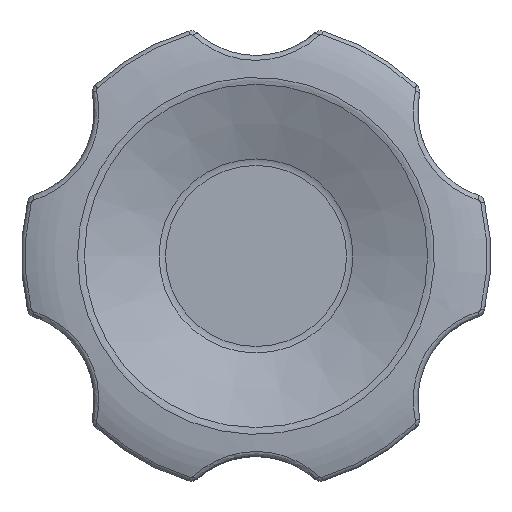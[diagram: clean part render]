
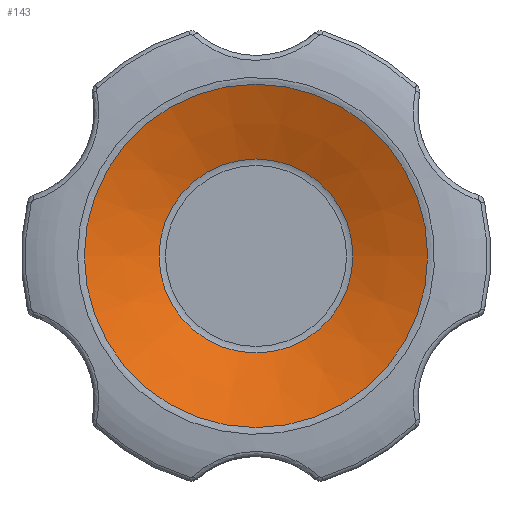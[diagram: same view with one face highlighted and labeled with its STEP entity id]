
A CAD part, top view. The second image highlights one B-rep face of the part: STEP entity #143.
In plain terms, the highlighted conical face has half-angle 68.629 degrees and reference radius 14.9 mm.
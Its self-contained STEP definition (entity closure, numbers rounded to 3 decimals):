
#143 = ADVANCED_FACE( '', ( #361, #362 ), #363, .F. );
#361 = FACE_BOUND( '', #1579, .T. );
#362 = FACE_OUTER_BOUND( '', #1580, .T. );
#363 = CONICAL_SURFACE( '', #1581, 14.9, 1.198 );
#1579 = EDGE_LOOP( '', ( #5463 ) );
#1580 = EDGE_LOOP( '', ( #5464 ) );
#1581 = AXIS2_PLACEMENT_3D( '', #5465, #5466, #5467 );
#5463 = ORIENTED_EDGE( '', *, *, #6076, .T. );
#5464 = ORIENTED_EDGE( '', *, *, #6077, .T. );
#5465 = CARTESIAN_POINT( '', ( 0., 0., 28. ) );
#5466 = DIRECTION( '', ( 0., 0., 1. ) );
#5467 = DIRECTION( '', ( 1., 0., 0. ) );
#6076 = EDGE_CURVE( '', #6398, #6398, #6399, .F. );
#6077 = EDGE_CURVE( '', #6400, #6400, #6401, .F. );
#6398 = VERTEX_POINT( '', #7448 );
#6399 = CIRCLE( '', #7449, 8.264 );
#6400 = VERTEX_POINT( '', #7450 );
#6401 = CIRCLE( '', #7451, 14.628 );
#7448 = CARTESIAN_POINT( '', ( 8.264, 0., 25.403 ) );
#7449 = AXIS2_PLACEMENT_3D( '', #9610, #9611, #9612 );
#7450 = CARTESIAN_POINT( '', ( -14.628, 0., 27.894 ) );
#7451 = AXIS2_PLACEMENT_3D( '', #9613, #9614, #9615 );
#9610 = CARTESIAN_POINT( '', ( 0., 0., 25.403 ) );
#9611 = DIRECTION( '', ( 0., 0., 1. ) );
#9612 = DIRECTION( '', ( 1., 0., 0. ) );
#9613 = CARTESIAN_POINT( '', ( 0., 0., 27.894 ) );
#9614 = DIRECTION( '', ( 0., 0., -1. ) );
#9615 = DIRECTION( '', ( -1., 0., 0. ) );
